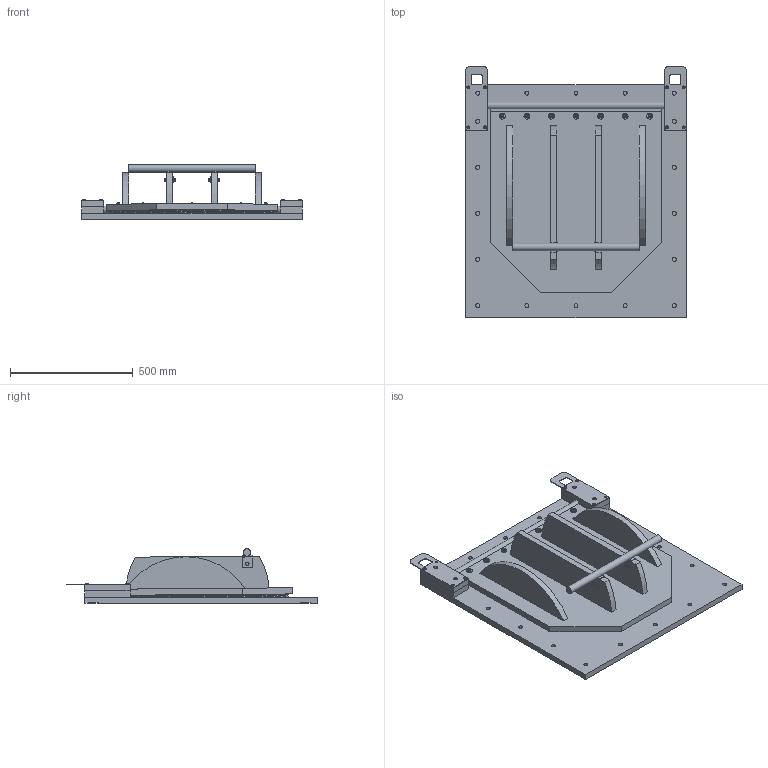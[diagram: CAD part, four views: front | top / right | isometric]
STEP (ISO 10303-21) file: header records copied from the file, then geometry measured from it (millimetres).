
FILE_DESCRIPTION(/* description */ ('Achterplaat '),/* implementation_level */ '2;1');
FILE_NAME(/* name */ '101Y0600.A.stp',/* time_stamp */ '2017-12-05T13:28:02+01:00',/* author */ ('BIDJOSLO'),/* organization */ ('KWT Waterbeheersing'),/* preprocessor_version */ 'ST-DEVELOPER v16.1',/* originating_system */ 'Autodesk Inventor 2016',/* authorisation */ '');
FILE_SCHEMA (('AUTOMOTIVE_DESIGN { 1 0 10303 214 3 1 1 }'));
Length unit declared in the file: millimetre
Products named in the file (27): 101Y0600.01; 101Y600-1200.09; 101Y600-1200.11; 1140.SPLS.06x40VK; 101Y0600.B; 101Y0600.04; 101Y0600.05; 101Y0600.06; 101Y0600.07; 101Y0600.14; 101Y600-1200.15; 101Y0600.E; 101Y0600.02; 101Y0600.03; 101Y0600.D; 1140.933.08x030; 1140.934.08; 1140.9021.08; 1140.127B.08; 1140.SPLS.06x60VK; 1140.933.08x040; 101Y0600.C; 101Y600-1200.10; 101Y600-1200.12; 101Y600-1200.13; 101Y0600.16; 101Y0600.A
Assembly tree (87 placements, depth 4):
  101Y0600.A
    101Y0600.B
      101Y0600.01
      101Y600-1200.09
      101Y600-1200.11
      1140.SPLS.06x40VK  x8
    101Y0600.C
      101Y0600.04
      101Y0600.05
      101Y0600.06  x2
      101Y0600.07  x2
      101Y0600.E
        101Y0600.14
        101Y600-1200.15  x2
      101Y0600.D
        101Y0600.02
        101Y0600.03
      1140.933.08x030  x7
      1140.934.08  x9
      1140.9021.08  x9
      1140.127B.08  x7
      1140.SPLS.06x60VK  x14
      1140.933.08x040  x2
    101Y600-1200.10
    101Y600-1200.12
    101Y600-1200.13  x2
    101Y0600.16
    1140.SPLS.06x60VK  x8
Bounding box: 900 x 1025 x 221.94 mm (x, y, z)
Volume: 34077518.9 mm3; surface area: 4072668.6 mm2
Topology: 83 solids, 83 shells, 1524 faces, 3903 edges, 2534 vertices
Faces by surface type: plane 646, cone 468, cylinder 269, torus 120, bspline 21
Full cylindrical faces by diameter (mm): 6.3 x30, 6.647 x9, 7 x30, 7.323 x9, 8 x9, 8.4 x9, 9 x18, 10.5 x8, 11.3 x30, 11.4 x9, 16 x30, 21.7 x1, 24 x9, 26.9 x1, 30 x1, 600 x1, 638 x1, 662 x1
Entity records: 16237 total; most frequent: CARTESIAN_POINT 5576, DIRECTION 2138, ORIENTED_EDGE 1770, EDGE_CURVE 885, AXIS2_PLACEMENT_3D 858, EDGE_LOOP 733, VERTEX_POINT 654, LINE 422
